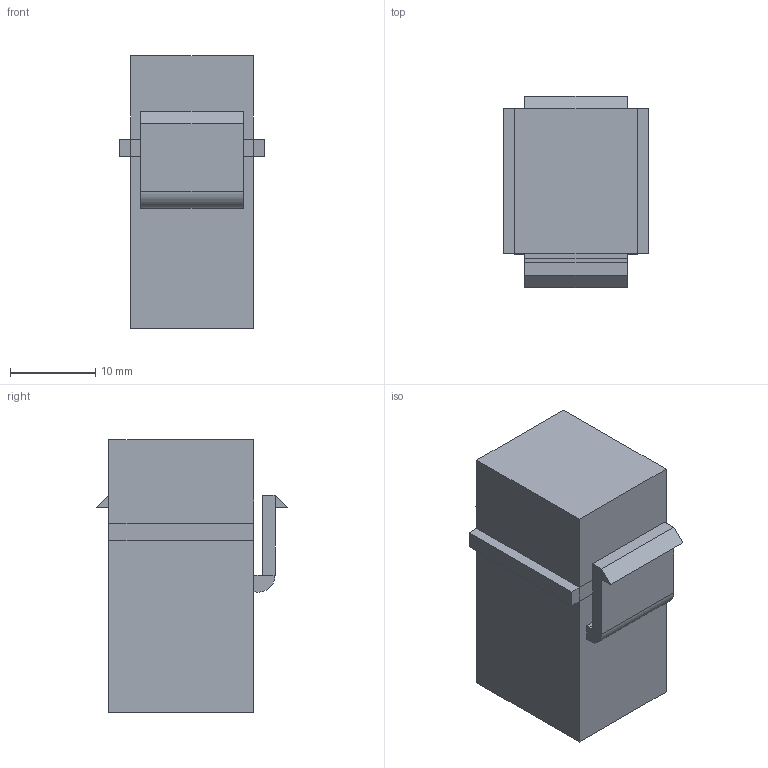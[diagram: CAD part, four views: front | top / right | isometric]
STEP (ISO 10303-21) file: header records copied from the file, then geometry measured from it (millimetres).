
FILE_DESCRIPTION(('FreeCAD Model'),'2;1');
FILE_NAME('Open CASCADE Shape Model','2024-04-30T17:26:11',('Author'),( ''),'Open CASCADE STEP processor 7.5','FreeCAD','Unknown');
FILE_SCHEMA(('AUTOMOTIVE_DESIGN { 1 0 10303 214 1 1 1 1 }'));
Length unit declared in the file: millimetre
Products named in the file (2): Keystone Custom001; Cut010
Assembly tree (1 placements, depth 2):
  Keystone Custom001
    Cut010
Bounding box: 17 x 22.5 x 32 mm (x, y, z)
Volume: 2401.8 mm3; surface area: 4664.8 mm2
Topology: 1 solids, 1 shells, 45 faces, 96 edges, 56 vertices
Faces by surface type: plane 44, cylinder 1
Entity records: 1236 total; most frequent: CARTESIAN_POINT 199, DIRECTION 192, ORIENTED_EDGE 192, EDGE_CURVE 96, LINE 94, VECTOR 94, VERTEX_POINT 56, AXIS2_PLACEMENT_3D 49
